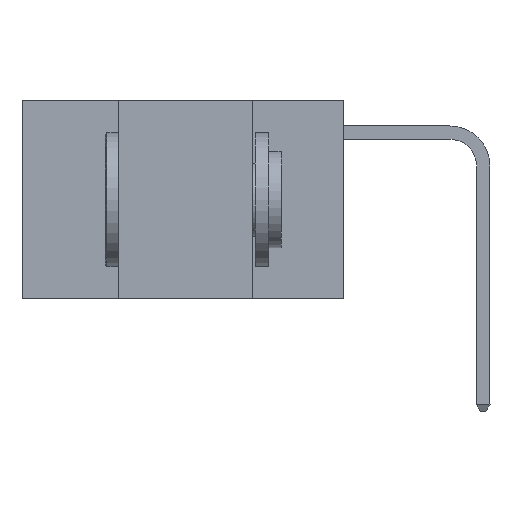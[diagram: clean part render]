
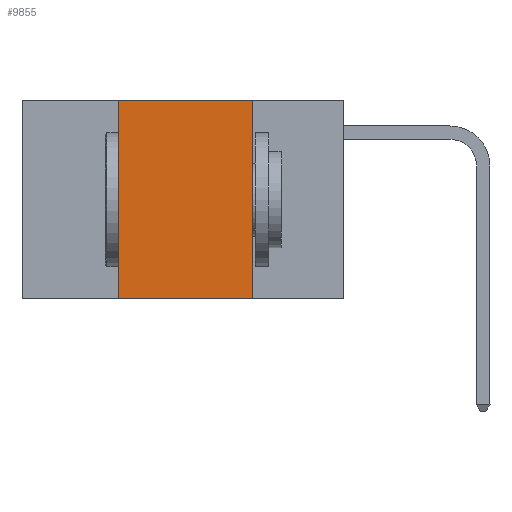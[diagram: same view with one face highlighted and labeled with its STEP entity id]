
A CAD part, left-side view. The second image highlights one B-rep face of the part: STEP entity #9855.
In plain terms, the highlighted planar face has unit normal (-1, 0, 0).
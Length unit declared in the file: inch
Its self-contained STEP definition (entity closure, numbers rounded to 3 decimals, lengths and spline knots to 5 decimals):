
#456 = DIRECTION ( 'NONE',  ( 0., -1., 0. ) ) ;
#734 = EDGE_CURVE ( 'NONE', #10395, #6032, #2613, .T. ) ;
#1122 = VECTOR ( 'NONE', #456, 39.37008 ) ;
#1201 = AXIS2_PLACEMENT_3D ( 'NONE', #3316, #7137, #3566 ) ;
#2080 = CARTESIAN_POINT ( 'NONE',  ( 0., 0.42, 0. ) ) ;
#2281 = EDGE_CURVE ( 'NONE', #9653, #10395, #6418, .T. ) ;
#2600 = VECTOR ( 'NONE', #11308, 39.37008 ) ;
#2613 = LINE ( 'NONE', #10314, #2600 ) ;
#2644 = CARTESIAN_POINT ( 'NONE',  ( 0., 0.17, -0.37 ) ) ;
#2761 = VECTOR ( 'NONE', #5476, 39.37008 ) ;
#2831 = VECTOR ( 'NONE', #9159, 39.37008 ) ;
#2955 = EDGE_CURVE ( 'NONE', #5170, #9653, #8592, .T. ) ;
#3254 = PLANE ( 'NONE',  #1201 ) ;
#3316 = CARTESIAN_POINT ( 'NONE',  ( 0., 0.6, 0. ) ) ;
#3566 = DIRECTION ( 'NONE',  ( 0., 0., -1. ) ) ;
#3847 = EDGE_LOOP ( 'NONE', ( #4524, #11314, #6581, #10121 ) ) ;
#4524 = ORIENTED_EDGE ( 'NONE', *, *, #734, .F. ) ;
#5170 = VERTEX_POINT ( 'NONE', #9058 ) ;
#5476 = DIRECTION ( 'NONE',  ( 0., 0., 1. ) ) ;
#6032 = VERTEX_POINT ( 'NONE', #2644 ) ;
#6284 = LINE ( 'NONE', #12120, #2831 ) ;
#6418 = LINE ( 'NONE', #7312, #1122 ) ;
#6581 = ORIENTED_EDGE ( 'NONE', *, *, #2955, .F. ) ;
#7137 = DIRECTION ( 'NONE',  ( 1., 0., 0. ) ) ;
#7312 = CARTESIAN_POINT ( 'NONE',  ( 0., 0.6, 0. ) ) ;
#8532 = CARTESIAN_POINT ( 'NONE',  ( 0., 0.42, 0. ) ) ;
#8592 = LINE ( 'NONE', #8532, #2761 ) ;
#9058 = CARTESIAN_POINT ( 'NONE',  ( 0., 0.42, -0.37 ) ) ;
#9159 = DIRECTION ( 'NONE',  ( 0., -1., 0. ) ) ;
#9653 = VERTEX_POINT ( 'NONE', #2080 ) ;
#9855 = ADVANCED_FACE ( 'NONE', ( #11780 ), #3254, .F. ) ;
#10121 = ORIENTED_EDGE ( 'NONE', *, *, #12107, .T. ) ;
#10314 = CARTESIAN_POINT ( 'NONE',  ( 0., 0.17, 0. ) ) ;
#10395 = VERTEX_POINT ( 'NONE', #12134 ) ;
#11308 = DIRECTION ( 'NONE',  ( 0., 0., -1. ) ) ;
#11314 = ORIENTED_EDGE ( 'NONE', *, *, #2281, .F. ) ;
#11780 = FACE_OUTER_BOUND ( 'NONE', #3847, .T. ) ;
#12107 = EDGE_CURVE ( 'NONE', #5170, #6032, #6284, .T. ) ;
#12120 = CARTESIAN_POINT ( 'NONE',  ( 0., 0.6, -0.37 ) ) ;
#12134 = CARTESIAN_POINT ( 'NONE',  ( 0., 0.17, 0. ) ) ;
